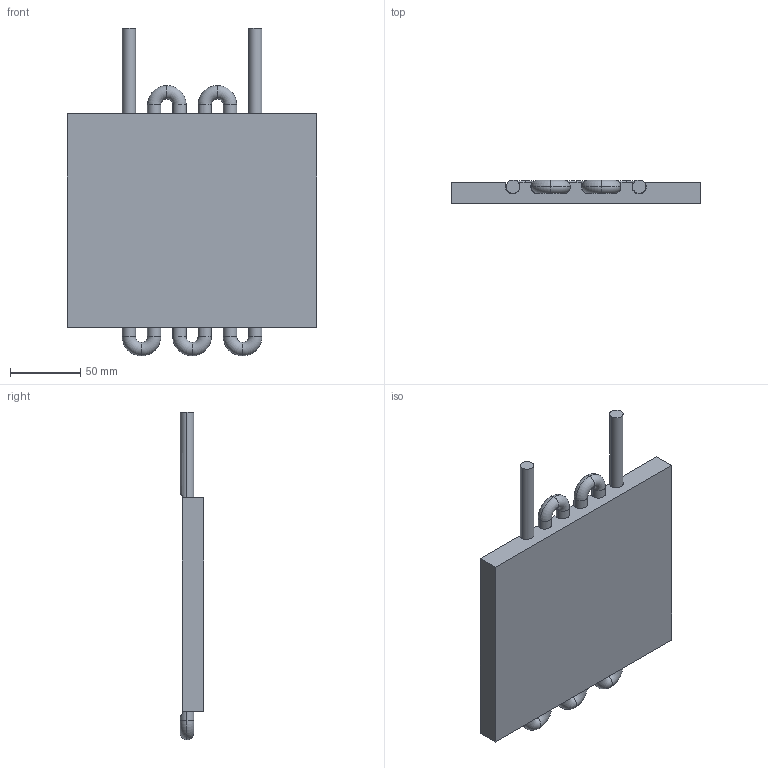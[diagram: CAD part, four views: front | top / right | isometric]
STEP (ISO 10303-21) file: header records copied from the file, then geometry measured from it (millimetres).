
FILE_DESCRIPTION (( 'STEP AP203' ), '1' );
FILE_NAME ('120458_rev1.STEP', '2016-04-18T19:36:40', ( 'krosswurm' ), ( '' ), 'SwSTEP 2.0', 'SolidWorks 2015', '' );
FILE_SCHEMA (( 'CONFIG_CONTROL_DESIGN' ));
Length unit declared in the file: inch
Products named in the file (3): 120387_rev1; 120458_rev1; 120365-6_rev1
Assembly tree (2 placements, depth 2):
  120458_rev1
    120365-6_rev1
    120387_rev1
Bounding box: 177.8 x 16.72 x 233.41 mm (x, y, z)
Volume: 429942.8 mm3; surface area: 111267.5 mm2
Topology: 2 solids, 2 shells, 106 faces, 258 edges, 162 vertices
Faces by surface type: plane 56, cylinder 30, torus 20
Entity records: 3403 total; most frequent: CARTESIAN_POINT 567, DIRECTION 558, ORIENTED_EDGE 516, EDGE_CURVE 258, AXIS2_PLACEMENT_3D 201, VERTEX_POINT 162, LINE 156, VECTOR 156
